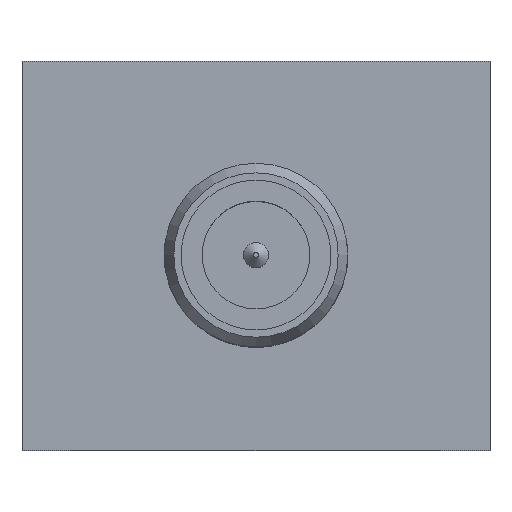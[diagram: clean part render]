
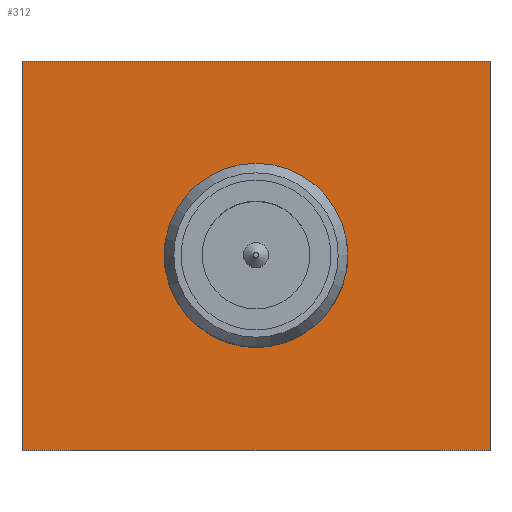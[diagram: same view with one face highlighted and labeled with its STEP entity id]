
A CAD part, top view. The second image highlights one B-rep face of the part: STEP entity #312.
In plain terms, the highlighted planar face has unit normal (0, 0, 1).
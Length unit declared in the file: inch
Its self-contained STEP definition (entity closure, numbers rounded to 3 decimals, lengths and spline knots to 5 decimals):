
#18 = ORIENTED_EDGE ( 'NONE', *, *, #447, .T. ) ;
#26 = PLANE ( 'NONE',  #1329 ) ;
#67 = EDGE_CURVE ( 'NONE', #1015, #932, #1414, .T. ) ;
#126 = EDGE_LOOP ( 'NONE', ( #828, #1368, #18, #379 ) ) ;
#213 = DIRECTION ( 'NONE',  ( 1., 0., 0. ) ) ;
#216 = DIRECTION ( 'NONE',  ( 0., 0., -1. ) ) ;
#232 = EDGE_CURVE ( 'NONE', #825, #825, #406, .T. ) ;
#312 = ADVANCED_FACE ( 'NONE', ( #416, #1441 ), #26, .F. ) ;
#346 = CARTESIAN_POINT ( 'NONE',  ( -0.1875, 0.156, 0. ) ) ;
#379 = ORIENTED_EDGE ( 'NONE', *, *, #1268, .T. ) ;
#388 = DIRECTION ( 'NONE',  ( 0., 1., 0. ) ) ;
#395 = CARTESIAN_POINT ( 'NONE',  ( 0., 0., 0. ) ) ;
#406 = CIRCLE ( 'NONE', #1611, 0.07352 ) ;
#416 = FACE_BOUND ( 'NONE', #1304, .T. ) ;
#446 = CARTESIAN_POINT ( 'NONE',  ( -0.1875, 0.156, 0. ) ) ;
#447 = EDGE_CURVE ( 'NONE', #974, #1515, #1467, .T. ) ;
#483 = EDGE_CURVE ( 'NONE', #932, #974, #1309, .T. ) ;
#574 = DIRECTION ( 'NONE',  ( -1., 0., 0. ) ) ;
#781 = VECTOR ( 'NONE', #797, 39.37008 ) ;
#797 = DIRECTION ( 'NONE',  ( 0., -1., 0. ) ) ;
#825 = VERTEX_POINT ( 'NONE', #1644 ) ;
#828 = ORIENTED_EDGE ( 'NONE', *, *, #67, .T. ) ;
#859 = CARTESIAN_POINT ( 'NONE',  ( -0.1875, -0.156, 0. ) ) ;
#932 = VERTEX_POINT ( 'NONE', #960 ) ;
#960 = CARTESIAN_POINT ( 'NONE',  ( 0.1875, 0.156, 0. ) ) ;
#973 = CARTESIAN_POINT ( 'NONE',  ( 0., 0., 0. ) ) ;
#974 = VERTEX_POINT ( 'NONE', #346 ) ;
#983 = VECTOR ( 'NONE', #574, 39.37008 ) ;
#1015 = VERTEX_POINT ( 'NONE', #1292 ) ;
#1080 = LINE ( 'NONE', #859, #1323 ) ;
#1112 = DIRECTION ( 'NONE',  ( -1., 0., 0. ) ) ;
#1268 = EDGE_CURVE ( 'NONE', #1515, #1015, #1080, .T. ) ;
#1271 = DIRECTION ( 'NONE',  ( 0., 0., -1. ) ) ;
#1280 = DIRECTION ( 'NONE',  ( 0., -1., 0. ) ) ;
#1288 = CARTESIAN_POINT ( 'NONE',  ( 0.1875, -0.156, 0. ) ) ;
#1292 = CARTESIAN_POINT ( 'NONE',  ( 0.1875, -0.156, 0. ) ) ;
#1304 = EDGE_LOOP ( 'NONE', ( #1312 ) ) ;
#1307 = CARTESIAN_POINT ( 'NONE',  ( -0.1875, -0.156, 0. ) ) ;
#1309 = LINE ( 'NONE', #446, #983 ) ;
#1312 = ORIENTED_EDGE ( 'NONE', *, *, #232, .T. ) ;
#1323 = VECTOR ( 'NONE', #213, 39.37008 ) ;
#1329 = AXIS2_PLACEMENT_3D ( 'NONE', #395, #1271, #1280 ) ;
#1368 = ORIENTED_EDGE ( 'NONE', *, *, #483, .T. ) ;
#1378 = VECTOR ( 'NONE', #388, 39.37008 ) ;
#1414 = LINE ( 'NONE', #1288, #1378 ) ;
#1441 = FACE_OUTER_BOUND ( 'NONE', #126, .T. ) ;
#1467 = LINE ( 'NONE', #1577, #781 ) ;
#1515 = VERTEX_POINT ( 'NONE', #1307 ) ;
#1577 = CARTESIAN_POINT ( 'NONE',  ( -0.1875, -0.156, 0. ) ) ;
#1611 = AXIS2_PLACEMENT_3D ( 'NONE', #973, #216, #1112 ) ;
#1644 = CARTESIAN_POINT ( 'NONE',  ( -0.07352, 0., 0. ) ) ;
